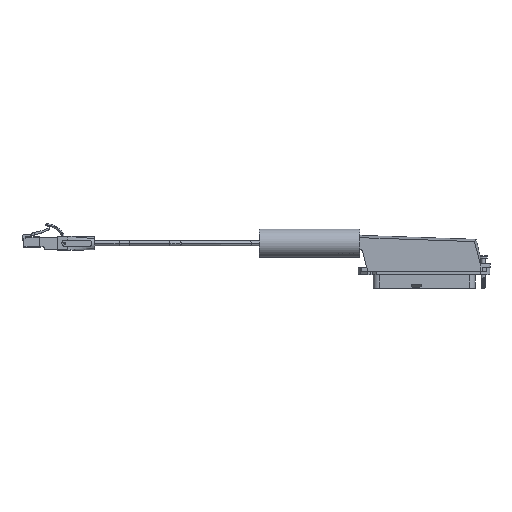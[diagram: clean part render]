
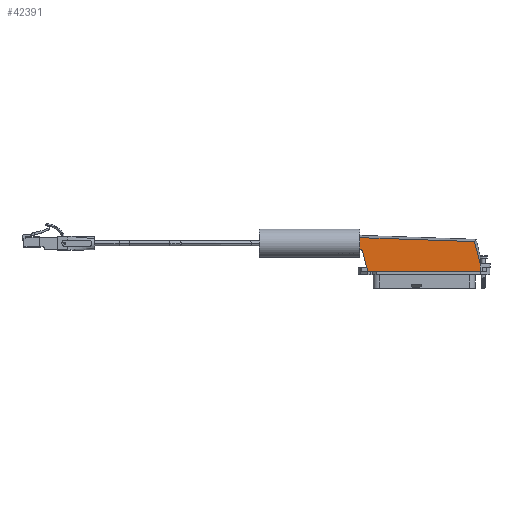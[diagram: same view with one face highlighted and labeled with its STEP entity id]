
A CAD part, top view. The second image highlights one B-rep face of the part: STEP entity #42391.
In plain terms, the highlighted face is planar.
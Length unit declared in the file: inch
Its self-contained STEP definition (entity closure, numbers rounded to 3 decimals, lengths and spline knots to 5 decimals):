
#1095 = AXIS2_PLACEMENT_3D ( 'NONE', #2421, #2422, #2423 ) ;
#2397 = CARTESIAN_POINT ( 'NONE',  ( 1.62628, -0.3, 0.37795 ) ) ;
#2400 = DIRECTION ( 'NONE',  ( -0.259, 0., 0.966 ) ) ;
#2404 = CARTESIAN_POINT ( 'NONE',  ( 1.69715, -0.3, 0.07874 ) ) ;
#2417 = DIRECTION ( 'NONE',  ( 0., 0., 1. ) ) ;
#2418 = CARTESIAN_POINT ( 'NONE',  ( 1.39764, -0.3, 0.94488 ) ) ;
#2419 = DIRECTION ( 'NONE',  ( -1., 0., 0. ) ) ;
#2420 = CARTESIAN_POINT ( 'NONE',  ( -1.39764, -0.3, 0.94488 ) ) ;
#2421 = CARTESIAN_POINT ( 'NONE',  ( 1.62628, -0.3, 0.47795 ) ) ;
#2422 = DIRECTION ( 'NONE',  ( 0., 1., 0. ) ) ;
#2423 = DIRECTION ( 'NONE',  ( 0., 0., 1. ) ) ;
#2424 = CARTESIAN_POINT ( 'NONE',  ( -1.39764, -0.3, 0.94488 ) ) ;
#2425 = CARTESIAN_POINT ( 'NONE',  ( -0.26758, -0.3, 0.16319 ) ) ;
#2426 = DIRECTION ( 'NONE',  ( 1., 0., 0. ) ) ;
#2427 = DIRECTION ( 'NONE',  ( 0., 0., -1. ) ) ;
#2428 = CARTESIAN_POINT ( 'NONE',  ( -1.01458, -0.3, -0.68154 ) ) ;
#2429 = CARTESIAN_POINT ( 'NONE',  ( -1.24995, -0.3, 0.19685 ) ) ;
#2430 = DIRECTION ( 'NONE',  ( -0.259, 0., 0.966 ) ) ;
#2433 = CARTESIAN_POINT ( 'NONE',  ( 0.71478, -0.3, 0.12953 ) ) ;
#2434 = CARTESIAN_POINT ( 'NONE',  ( 1.69715, -0.3, 0.09587 ) ) ;
#2673 = EDGE_LOOP ( 'NONE', ( #27394, #27395, #27396, #27397, #27398, #27399, #27400, #27401 ) ) ;
#8465 = AXIS2_PLACEMENT_3D ( 'NONE', #14704, #14709, #14710 ) ;
#8865 = B_SPLINE_CURVE_WITH_KNOTS ( 'NONE', 3,
 ( #2429, #2425, #2433, #2434 ),
 .UNSPECIFIED., .F., .F.,
 ( 4, 4 ),
 ( 0., 0.85495 ),
 .UNSPECIFIED. ) ;
#10654 = FACE_OUTER_BOUND ( 'NONE', #2673, .T. ) ;
#14704 = CARTESIAN_POINT ( 'NONE',  ( -1.39764, -0.3, 0.94488 ) ) ;
#14706 = PLANE ( 'NONE',  #8465 ) ;
#14709 = DIRECTION ( 'NONE',  ( 0., 1., 0. ) ) ;
#14710 = DIRECTION ( 'NONE',  ( 0., 0., 1. ) ) ;
#22976 = CARTESIAN_POINT ( 'NONE',  ( 1.69715, -0.3, 0.09587 ) ) ;
#22978 = CARTESIAN_POINT ( 'NONE',  ( 1.69715, -0.3, 0.37795 ) ) ;
#22979 = CARTESIAN_POINT ( 'NONE',  ( -1.39764, -0.3, 0.94488 ) ) ;
#22980 = CARTESIAN_POINT ( 'NONE',  ( -1.24995, -0.3, 0.19685 ) ) ;
#22981 = CARTESIAN_POINT ( 'NONE',  ( 1.62628, -0.3, 0.37795 ) ) ;
#22982 = CARTESIAN_POINT ( 'NONE',  ( 1.52969, -0.3, 0.45207 ) ) ;
#22983 = CARTESIAN_POINT ( 'NONE',  ( 1.39764, -0.3, 0.94488 ) ) ;
#22985 = CARTESIAN_POINT ( 'NONE',  ( -1.39764, -0.3, 0.74803 ) ) ;
#24066 = LINE ( 'NONE', #2420, #24079 ) ;
#24068 = LINE ( 'NONE', #2404, #24070 ) ;
#24069 = LINE ( 'NONE', #2397, #24072 ) ;
#24070 = VECTOR ( 'NONE', #2417, 39.37008 ) ;
#24071 = CIRCLE ( 'NONE', #1095, 0.1 ) ;
#24072 = VECTOR ( 'NONE', #2419, 39.37008 ) ;
#24073 = LINE ( 'NONE', #2418, #24075 ) ;
#24074 = LINE ( 'NONE', #2424, #24077 ) ;
#24075 = VECTOR ( 'NONE', #2400, 39.37008 ) ;
#24077 = VECTOR ( 'NONE', #2426, 39.37008 ) ;
#24078 = LINE ( 'NONE', #2428, #24081 ) ;
#24079 = VECTOR ( 'NONE', #2427, 39.37008 ) ;
#24081 = VECTOR ( 'NONE', #2430, 39.37008 ) ;
#27394 = ORIENTED_EDGE ( 'NONE', *, *, #34013, .T. ) ;
#27395 = ORIENTED_EDGE ( 'NONE', *, *, #34014, .T. ) ;
#27396 = ORIENTED_EDGE ( 'NONE', *, *, #34015, .T. ) ;
#27397 = ORIENTED_EDGE ( 'NONE', *, *, #34016, .T. ) ;
#27398 = ORIENTED_EDGE ( 'NONE', *, *, #34017, .F. ) ;
#27399 = ORIENTED_EDGE ( 'NONE', *, *, #34018, .T. ) ;
#27400 = ORIENTED_EDGE ( 'NONE', *, *, #34019, .F. ) ;
#27401 = ORIENTED_EDGE ( 'NONE', *, *, #34020, .T. ) ;
#28159 = VERTEX_POINT ( 'NONE', #22976 ) ;
#28161 = VERTEX_POINT ( 'NONE', #22978 ) ;
#28162 = VERTEX_POINT ( 'NONE', #22979 ) ;
#28163 = VERTEX_POINT ( 'NONE', #22980 ) ;
#28164 = VERTEX_POINT ( 'NONE', #22981 ) ;
#28165 = VERTEX_POINT ( 'NONE', #22982 ) ;
#28166 = VERTEX_POINT ( 'NONE', #22983 ) ;
#28168 = VERTEX_POINT ( 'NONE', #22985 ) ;
#34013 = EDGE_CURVE ( 'NONE', #28159, #28161, #24068, .T. ) ;
#34014 = EDGE_CURVE ( 'NONE', #28161, #28164, #24069, .T. ) ;
#34015 = EDGE_CURVE ( 'NONE', #28164, #28165, #24071, .T. ) ;
#34016 = EDGE_CURVE ( 'NONE', #28165, #28166, #24073, .T. ) ;
#34017 = EDGE_CURVE ( 'NONE', #28162, #28166, #24074, .T. ) ;
#34018 = EDGE_CURVE ( 'NONE', #28162, #28168, #24066, .T. ) ;
#34019 = EDGE_CURVE ( 'NONE', #28163, #28168, #24078, .T. ) ;
#34020 = EDGE_CURVE ( 'NONE', #28163, #28159, #8865, .T. ) ;
#42391 = ADVANCED_FACE ( 'NONE', ( #10654 ), #14706, .F. ) ;
